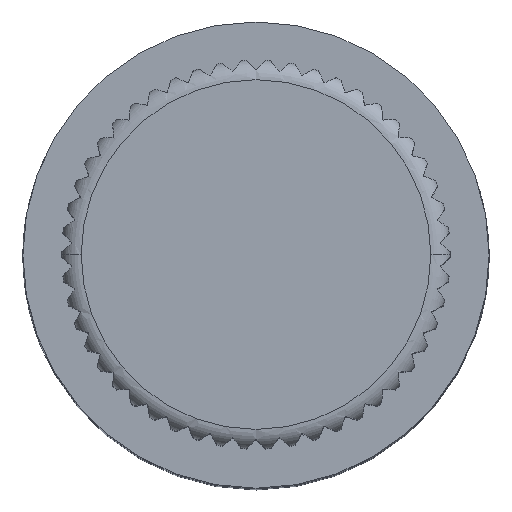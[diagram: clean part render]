
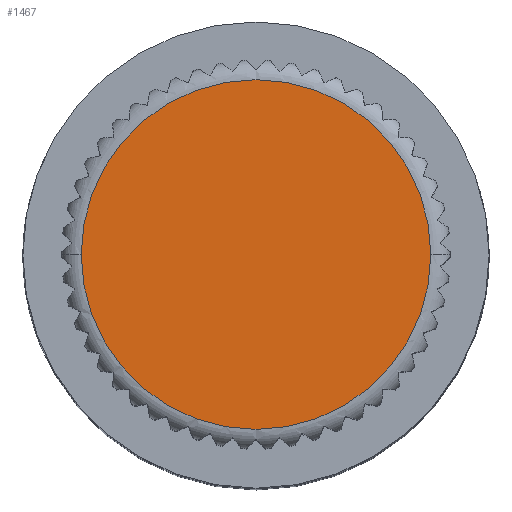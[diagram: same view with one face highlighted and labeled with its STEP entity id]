
A CAD part, top view. The second image highlights one B-rep face of the part: STEP entity #1467.
In plain terms, the highlighted planar face has unit normal (0, 0, 1).
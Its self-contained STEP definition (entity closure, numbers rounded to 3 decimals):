
#53 = AXIS2_PLACEMENT_3D ( 'NONE', #4810, #6422, #2938 ) ;
#735 = VERTEX_POINT ( 'NONE', #6714 ) ;
#828 = AXIS2_PLACEMENT_3D ( 'NONE', #2103, #10776, #5636 ) ;
#1272 = CIRCLE ( 'NONE', #828, 4.5 ) ;
#1467 = ADVANCED_FACE ( 'NONE', ( #10717 ), #3796, .F. ) ;
#2003 = CARTESIAN_POINT ( 'NONE',  ( 0., 0., 34.5 ) ) ;
#2008 = CARTESIAN_POINT ( 'NONE',  ( -4.5, 0., 34.5 ) ) ;
#2103 = CARTESIAN_POINT ( 'NONE',  ( 0., 0., 34.5 ) ) ;
#2938 = DIRECTION ( 'NONE',  ( -1., 0., 0. ) ) ;
#2939 = EDGE_CURVE ( 'NONE', #735, #5087, #10706, .T. ) ;
#3796 = PLANE ( 'NONE',  #53 ) ;
#4577 = DIRECTION ( 'NONE',  ( 0., 0., 1. ) ) ;
#4810 = CARTESIAN_POINT ( 'NONE',  ( 0., 5., 34.5 ) ) ;
#5051 = ORIENTED_EDGE ( 'NONE', *, *, #2939, .T. ) ;
#5087 = VERTEX_POINT ( 'NONE', #2008 ) ;
#5636 = DIRECTION ( 'NONE',  ( -1., 0., 0. ) ) ;
#6235 = DIRECTION ( 'NONE',  ( -1., 0., 0. ) ) ;
#6422 = DIRECTION ( 'NONE',  ( 0., 0., -1. ) ) ;
#6668 = EDGE_LOOP ( 'NONE', ( #9938, #5051 ) ) ;
#6714 = CARTESIAN_POINT ( 'NONE',  ( 4.5, 0., 34.5 ) ) ;
#8686 = AXIS2_PLACEMENT_3D ( 'NONE', #2003, #4577, #6235 ) ;
#9529 = EDGE_CURVE ( 'NONE', #5087, #735, #1272, .T. ) ;
#9938 = ORIENTED_EDGE ( 'NONE', *, *, #9529, .T. ) ;
#10706 = CIRCLE ( 'NONE', #8686, 4.5 ) ;
#10717 = FACE_OUTER_BOUND ( 'NONE', #6668, .T. ) ;
#10776 = DIRECTION ( 'NONE',  ( 0., 0., 1. ) ) ;
